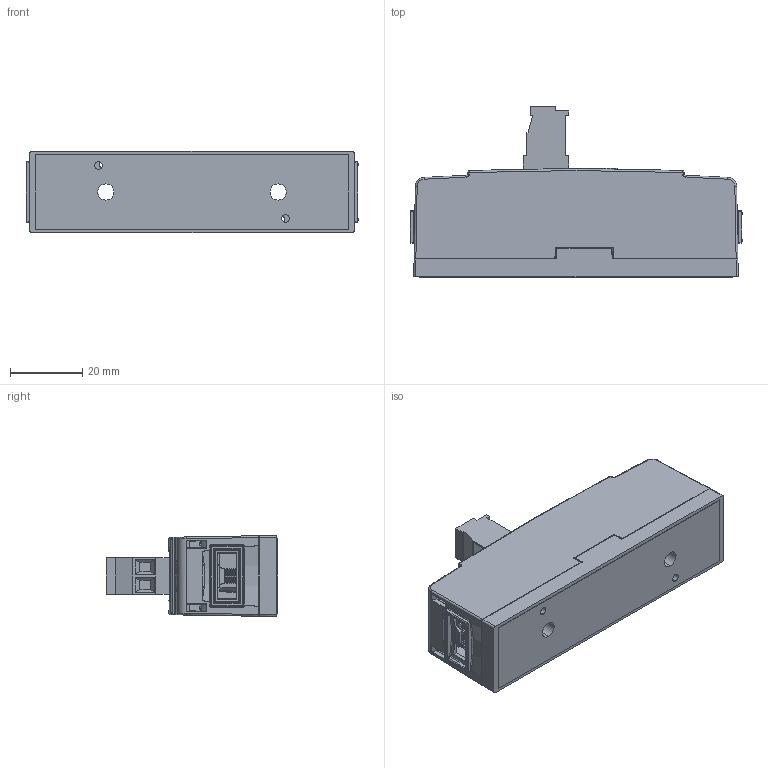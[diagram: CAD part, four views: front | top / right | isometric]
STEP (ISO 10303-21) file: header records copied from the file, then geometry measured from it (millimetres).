
FILE_DESCRIPTION (( 'STEP AP214' ), '1' );
FILE_NAME ('109905.STEP', '2015-08-25T17:22:07', ( 'test' ), ( '' ), 'SwSTEP 2.0', 'SolidWorks 2015', '' );
FILE_SCHEMA (( 'AUTOMOTIVE_DESIGN' ));
Length unit declared in the file: inch
Products named in the file (14): CRYLOGO__small; Terminal Flat Spring Fuse Module; 8-32 Srew Assembly; 8-32_CAPTIVE_WASHER; 8-32_SCREW; Plastic_Marking_Feature; c-0284040-02-c-3d_001; 06-501 Rev C_001; Top Cover 22.5MM_Standard NewS1 Hardware; 19275_Default<As Machined>; Shell 22.5MM contactor tooling_19276; HSA 22.5MM _30 A Contactor; 19298; 109905
Assembly tree (14 placements, depth 3):
  Terminal Flat Spring Fuse Module
  109905
    HSA 22.5MM _30 A Contactor
      19298
    Shell 22.5MM contactor tooling_19276
    19275_Default<As Machined>  x2
    Top Cover 22.5MM_Standard NewS1 Hardware
    06-501 Rev C_001
    c-0284040-02-c-3d_001
    Plastic_Marking_Feature
    8-32 Srew Assembly  x2
      8-32_SCREW
      8-32_CAPTIVE_WASHER
    CRYLOGO__small
Bounding box: 91.95 x 47.47 x 22.5 mm (x, y, z)
Volume: 27015.5 mm3; surface area: 39658.2 mm2
Topology: 18 solids, 18 shells, 6152 faces, 15360 edges, 9642 vertices
Faces by surface type: plane 4031, cylinder 892, bspline 584, cone 292, sphere 292, torus 61
Entity records: 148767 total; most frequent: CARTESIAN_POINT 48147, ORIENTED_EDGE 21580, DIRECTION 18304, EDGE_CURVE 10790, LINE 7062, VECTOR 7062, VERTEX_POINT 6739, AXIS2_PLACEMENT_3D 5621
